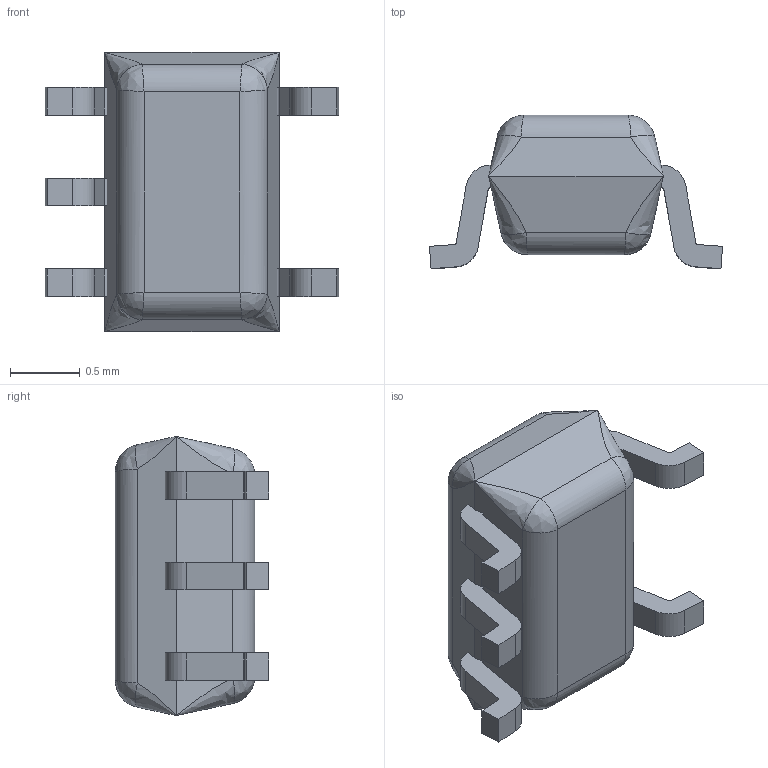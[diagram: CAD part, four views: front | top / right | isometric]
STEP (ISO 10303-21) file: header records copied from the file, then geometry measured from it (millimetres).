
FILE_DESCRIPTION (( 'STEP AP214' ), '1' );
FILE_NAME ('74AHC1G00SE-7.STEP', '2023-02-07T08:29:58', ( '' ), ( '' ), 'SwSTEP 2.0', 'SolidWorks 2021', '' );
FILE_SCHEMA (( 'AUTOMOTIVE_DESIGN' ));
Length unit declared in the file: millimetre
Products named in the file (1): 74AHC1G00SE-7
Bounding box: 2.1 x 1.1 x 2 mm (x, y, z)
Volume: 2.2 mm3; surface area: 12.5 mm2
Topology: 6 solids, 6 shells, 99 faces, 241 edges, 138 vertices
Faces by surface type: plane 55, cylinder 28, bspline 16
Entity records: 4278 total; most frequent: CARTESIAN_POINT 2095, ORIENTED_EDGE 450, DIRECTION 393, EDGE_CURVE 225, VECTOR 145, LINE 145, VERTEX_POINT 138, AXIS2_PLACEMENT_3D 124
